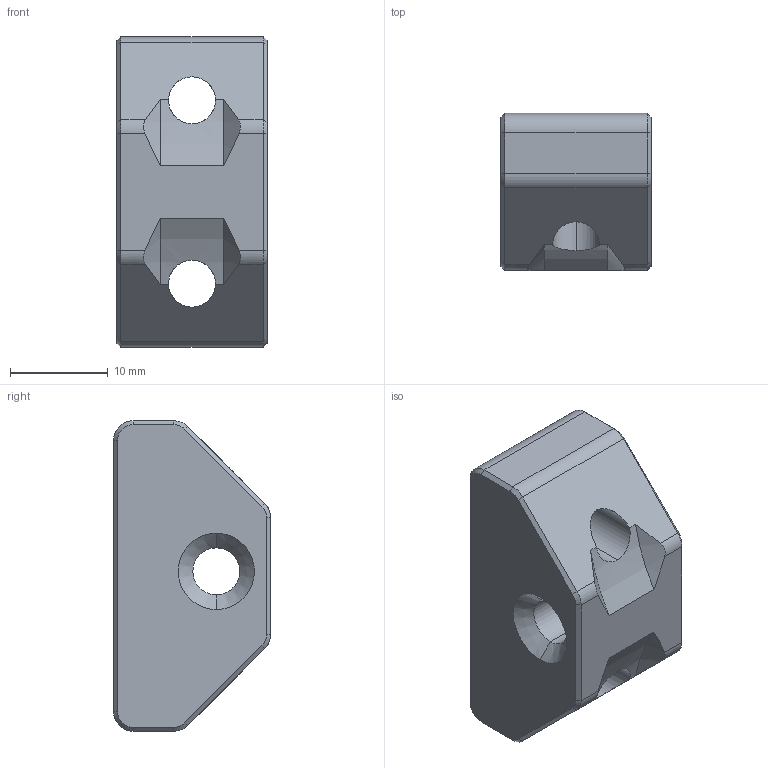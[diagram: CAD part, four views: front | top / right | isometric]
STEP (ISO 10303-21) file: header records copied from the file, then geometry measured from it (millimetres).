
FILE_DESCRIPTION (( 'STEP AP214' ), '1' );
FILE_NAME ('Tensioner.STEP', '2023-04-23T11:45:32', ( '' ), ( '' ), 'SwSTEP 2.0', 'SolidWorks 2019', '' );
FILE_SCHEMA (( 'AUTOMOTIVE_DESIGN' ));
Length unit declared in the file: millimetre
Products named in the file (1): Tensioner
Bounding box: 15.38 x 16.05 x 31.75 mm (x, y, z)
Volume: 5610.1 mm3; surface area: 2559.4 mm2
Topology: 1 solids, 1 shells, 60 faces, 148 edges, 88 vertices
Faces by surface type: cone 24, plane 20, cylinder 16
Entity records: 1878 total; most frequent: CARTESIAN_POINT 433, ORIENTED_EDGE 296, DIRECTION 294, EDGE_CURVE 148, AXIS2_PLACEMENT_3D 105, VERTEX_POINT 88, LINE 84, VECTOR 84
